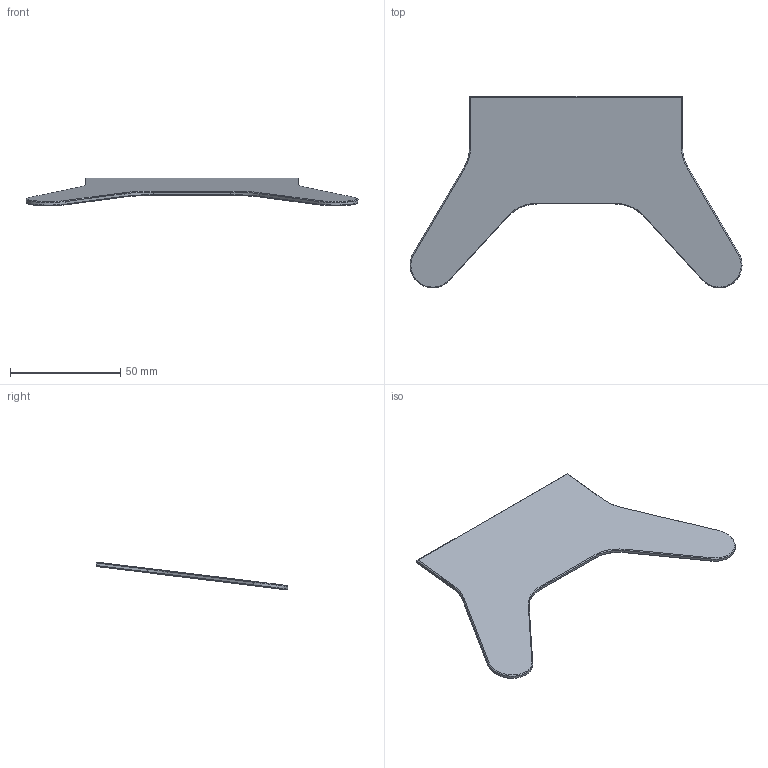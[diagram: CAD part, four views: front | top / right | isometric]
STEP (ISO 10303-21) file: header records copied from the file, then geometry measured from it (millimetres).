
FILE_DESCRIPTION(('CATIA V5 STEP Exchange'),'2;1');
FILE_NAME('Lenovo M10 docking station bottom.stp','2020-11-25T16:08:20+00:00',('none'),('none'),'CATIA Version 5 Release 20 GA (IN-10)','CATIA V5 STEP AP203','none');
FILE_SCHEMA(('CONFIG_CONTROL_DESIGN'));
Length unit declared in the file: millimetre
Products named in the file (1): Lenovo M10 docking station bottom
Bounding box: 150.6 x 86.95 x 12.55 mm (x, y, z)
Volume: 14080.9 mm3; surface area: 14855.3 mm2
Topology: 1 solids, 1 shells, 77 faces, 176 edges, 101 vertices
Faces by surface type: plane 53, cone 8, bspline 8, cylinder 4, extrusion 4
Entity records: 2666 total; most frequent: CARTESIAN_POINT 1067, ORIENTED_EDGE 352, DIRECTION 249, EDGE_CURVE 176, VECTOR 115, LINE 111, VERTEX_POINT 101, ADVANCED_FACE 77
